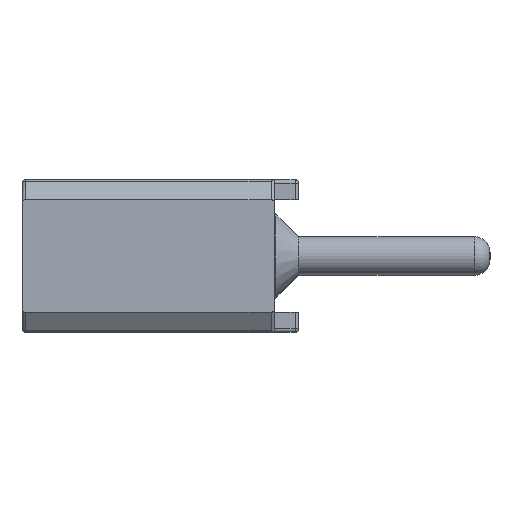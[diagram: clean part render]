
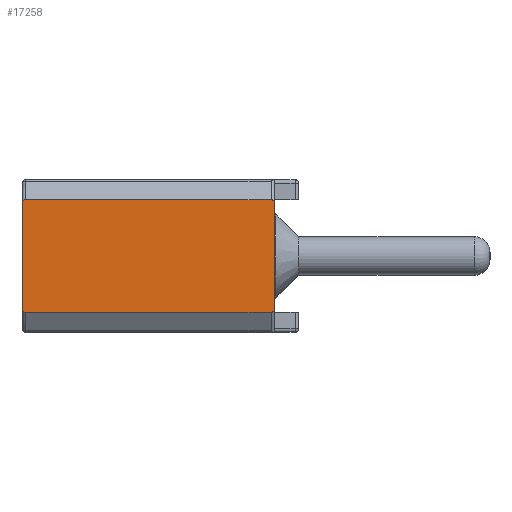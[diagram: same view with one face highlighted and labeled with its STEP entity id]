
A CAD part, left-side view. The second image highlights one B-rep face of the part: STEP entity #17258.
In plain terms, the highlighted planar face has unit normal (-1, 0, 0).
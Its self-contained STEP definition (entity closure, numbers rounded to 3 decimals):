
#2 = VECTOR ( 'NONE', #35445, 1000. ) ;
#32 = EDGE_LOOP ( 'NONE', ( #11350, #29552, #40068, #1754, #2935, #18877, #38869, #21140 ) ) ;
#547 = DIRECTION ( 'NONE',  ( -1., 0., 0. ) ) ;
#898 = VERTEX_POINT ( 'NONE', #28820 ) ;
#1009 = LINE ( 'NONE', #26599, #18367 ) ;
#1041 = CARTESIAN_POINT ( 'NONE',  ( -1.27, 2.04, -0.879 ) ) ;
#1754 = ORIENTED_EDGE ( 'NONE', *, *, #20912, .T. ) ;
#2174 = DIRECTION ( 'NONE',  ( -1., 0., 0. ) ) ;
#2784 = VERTEX_POINT ( 'NONE', #11594 ) ;
#2876 = DIRECTION ( 'NONE',  ( 0., 0., 1. ) ) ;
#2935 = ORIENTED_EDGE ( 'NONE', *, *, #9212, .F. ) ;
#3125 = VECTOR ( 'NONE', #27527, 1000. ) ;
#3697 = CARTESIAN_POINT ( 'NONE',  ( -1.27, -2.04, -0.939 ) ) ;
#4263 = CARTESIAN_POINT ( 'NONE',  ( -1.27, 2.04, 0.939 ) ) ;
#4339 = DIRECTION ( 'NONE',  ( 0., 0., 1. ) ) ;
#4475 = AXIS2_PLACEMENT_3D ( 'NONE', #21667, #2174, #24921 ) ;
#7294 = AXIS2_PLACEMENT_3D ( 'NONE', #1041, #23804, #4339 ) ;
#8328 = CIRCLE ( 'NONE', #7294, 0.06 ) ;
#9212 = EDGE_CURVE ( 'NONE', #17598, #898, #30098, .T. ) ;
#9635 = EDGE_CURVE ( 'NONE', #32822, #17658, #1009, .T. ) ;
#9820 = DIRECTION ( 'NONE',  ( -1., 0., 0. ) ) ;
#11350 = ORIENTED_EDGE ( 'NONE', *, *, #9635, .T. ) ;
#11594 = CARTESIAN_POINT ( 'NONE',  ( -1.27, -2.1, -0.879 ) ) ;
#12691 = CARTESIAN_POINT ( 'NONE',  ( -1.27, 2.1, -1.27 ) ) ;
#13718 = VECTOR ( 'NONE', #15922, 1000. ) ;
#14432 = CARTESIAN_POINT ( 'NONE',  ( -1.27, -5.681, -0.939 ) ) ;
#15108 = PLANE ( 'NONE',  #4475 ) ;
#15378 = VERTEX_POINT ( 'NONE', #19983 ) ;
#15922 = DIRECTION ( 'NONE',  ( 0., 0., -1. ) ) ;
#17258 = ADVANCED_FACE ( 'NONE', ( #23206 ), #15108, .T. ) ;
#17304 = LINE ( 'NONE', #12691, #2 ) ;
#17598 = VERTEX_POINT ( 'NONE', #3697 ) ;
#17658 = VERTEX_POINT ( 'NONE', #4263 ) ;
#17763 = CIRCLE ( 'NONE', #41533, 0.06 ) ;
#18367 = VECTOR ( 'NONE', #29906, 1000. ) ;
#18877 = ORIENTED_EDGE ( 'NONE', *, *, #23334, .T. ) ;
#19080 = CARTESIAN_POINT ( 'NONE',  ( -1.27, -2.1, -1.27 ) ) ;
#19983 = CARTESIAN_POINT ( 'NONE',  ( -1.27, -2.1, 0.879 ) ) ;
#20067 = CARTESIAN_POINT ( 'NONE',  ( -1.27, -2.04, -0.879 ) ) ;
#20912 = EDGE_CURVE ( 'NONE', #23198, #898, #8328, .T. ) ;
#21140 = ORIENTED_EDGE ( 'NONE', *, *, #24778, .T. ) ;
#21667 = CARTESIAN_POINT ( 'NONE',  ( -1.27, 0., 0. ) ) ;
#22355 = DIRECTION ( 'NONE',  ( -1., 0., 0. ) ) ;
#22599 = EDGE_CURVE ( 'NONE', #23198, #26130, #17304, .T. ) ;
#22953 = AXIS2_PLACEMENT_3D ( 'NONE', #20067, #547, #23305 ) ;
#23198 = VERTEX_POINT ( 'NONE', #35407 ) ;
#23206 = FACE_OUTER_BOUND ( 'NONE', #32, .T. ) ;
#23305 = DIRECTION ( 'NONE',  ( 0., 0., 1. ) ) ;
#23334 = EDGE_CURVE ( 'NONE', #17598, #2784, #32003, .T. ) ;
#23804 = DIRECTION ( 'NONE',  ( -1., 0., 0. ) ) ;
#24778 = EDGE_CURVE ( 'NONE', #15378, #32822, #40144, .T. ) ;
#24921 = DIRECTION ( 'NONE',  ( 0., 0., 1. ) ) ;
#25369 = EDGE_CURVE ( 'NONE', #17658, #26130, #17763, .T. ) ;
#26130 = VERTEX_POINT ( 'NONE', #40308 ) ;
#26599 = CARTESIAN_POINT ( 'NONE',  ( -1.27, -5.681, 0.939 ) ) ;
#27527 = DIRECTION ( 'NONE',  ( 0., 1., 0. ) ) ;
#28820 = CARTESIAN_POINT ( 'NONE',  ( -1.27, 2.04, -0.939 ) ) ;
#29343 = CARTESIAN_POINT ( 'NONE',  ( -1.27, 2.04, 0.879 ) ) ;
#29552 = ORIENTED_EDGE ( 'NONE', *, *, #25369, .T. ) ;
#29906 = DIRECTION ( 'NONE',  ( 0., 1., 0. ) ) ;
#30098 = LINE ( 'NONE', #14432, #3125 ) ;
#32003 = CIRCLE ( 'NONE', #22953, 0.06 ) ;
#32559 = AXIS2_PLACEMENT_3D ( 'NONE', #41766, #22355, #2876 ) ;
#32614 = DIRECTION ( 'NONE',  ( 0., 0., 1. ) ) ;
#32822 = VERTEX_POINT ( 'NONE', #33522 ) ;
#33522 = CARTESIAN_POINT ( 'NONE',  ( -1.27, -2.04, 0.939 ) ) ;
#35407 = CARTESIAN_POINT ( 'NONE',  ( -1.27, 2.1, -0.879 ) ) ;
#35445 = DIRECTION ( 'NONE',  ( 0., 0., 1. ) ) ;
#38746 = EDGE_CURVE ( 'NONE', #15378, #2784, #39643, .T. ) ;
#38869 = ORIENTED_EDGE ( 'NONE', *, *, #38746, .F. ) ;
#39643 = LINE ( 'NONE', #19080, #13718 ) ;
#40068 = ORIENTED_EDGE ( 'NONE', *, *, #22599, .F. ) ;
#40144 = CIRCLE ( 'NONE', #32559, 0.06 ) ;
#40308 = CARTESIAN_POINT ( 'NONE',  ( -1.27, 2.1, 0.879 ) ) ;
#41533 = AXIS2_PLACEMENT_3D ( 'NONE', #29343, #9820, #32614 ) ;
#41766 = CARTESIAN_POINT ( 'NONE',  ( -1.27, -2.04, 0.879 ) ) ;
